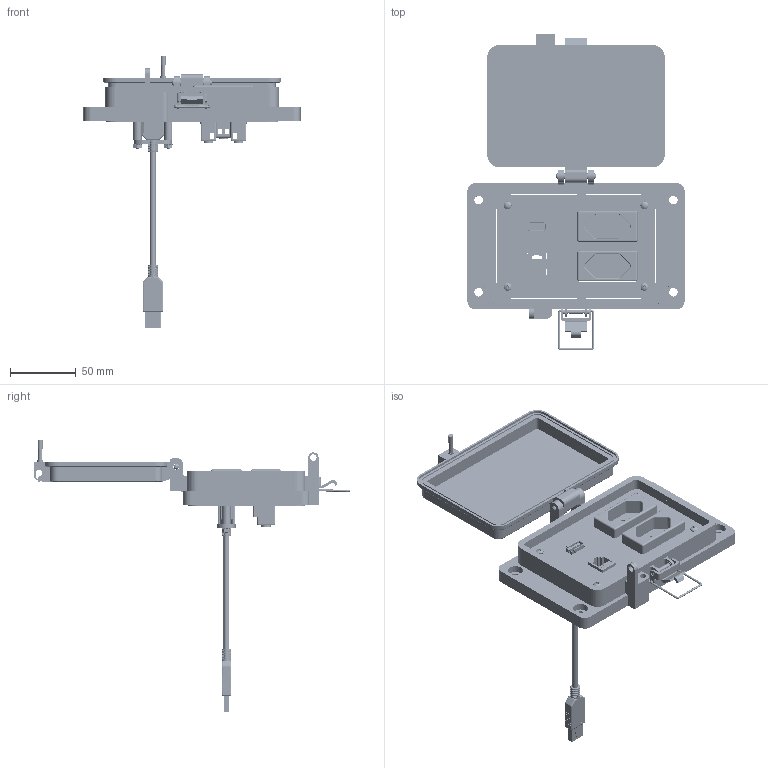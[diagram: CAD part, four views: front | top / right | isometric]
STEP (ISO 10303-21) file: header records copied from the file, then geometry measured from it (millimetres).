
FILE_DESCRIPTION (( 'STEP AP203' ), '1' );
FILE_NAME ('P-P11R2-M3RQBRQB0_3D.STEP', '2022-03-30T18:27:56', ( '' ), ( '' ), 'SwSTEP 2.0', 'SolidWorks 2021', '' );
FILE_SCHEMA (( 'CONFIG_CONTROL_DESIGN' ));
Length unit declared in the file: millimetre
Products named in the file (18): Z-000-4243316TFP; P-P11R2-M3RQBRQB0_BP180_1; P-P11R2-M3RQBRQB0_FP060_1; R2; RQB; -M3; P11; Z-002-4401_4HN_90675A005; Z-H-M3_B; P-P11R2-M3RQBRQB0_TP120_2; Z-001-SPR_1-1_4; Z-000-440112FH_90273A119; Z-020-3047; P-P11R2-M3RQBRQB0_3D; Z-300-RJ45CAT5; 92005A124_METRIC PAN HEAD PHILLIPS MACHINE SCREW_92005A124; Z-200-OTLT-RQB; P-P11R2-M3RQBRQB0_TP060_1
Assembly tree (26 placements, depth 3):
  P-P11R2-M3RQBRQB0_3D
    -M3
      Z-H-M3_B
    P-P11R2-M3RQBRQB0_BP180_1
    P-P11R2-M3RQBRQB0_FP060_1
    P-P11R2-M3RQBRQB0_TP060_1
    P-P11R2-M3RQBRQB0_TP120_2
    Z-000-4243316TFP  x3
    P11
      Z-020-3047
    Z-000-440112FH_90273A119  x2
    Z-001-SPR_1-1_4  x2
    Z-002-4401_4HN_90675A005  x2
    R2
      Z-300-RJ45CAT5
    RQB  x2
      Z-200-OTLT-RQB
    92005A124_METRIC PAN HEAD PHILLIPS MACHINE SCREW_92005A124  x4
Bounding box: 164.96 x 240.59 x 206.58 mm (x, y, z)
Volume: 272142.9 mm3; surface area: 163378.4 mm2
Topology: 40 solids, 40 shells, 3875 faces, 10830 edges, 7055 vertices
Faces by surface type: cylinder 1837, plane 1485, bspline 318, cone 153, torus 50, sphere 32
Entity records: 101682 total; most frequent: CARTESIAN_POINT 34646, ORIENTED_EDGE 14576, DIRECTION 12370, EDGE_CURVE 7288, VERTEX_POINT 4774, LINE 4274, VECTOR 4274, AXIS2_PLACEMENT_3D 4048
